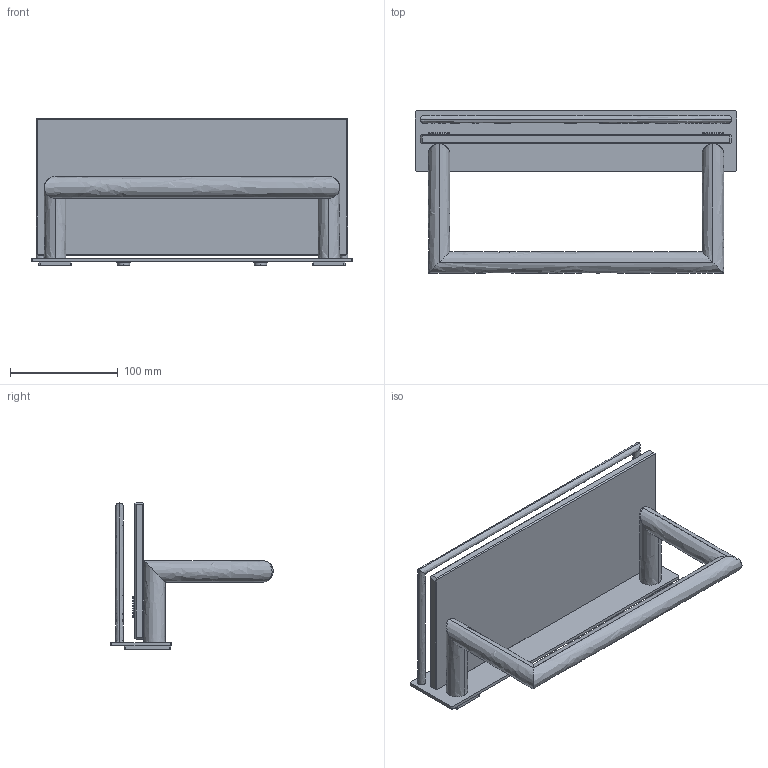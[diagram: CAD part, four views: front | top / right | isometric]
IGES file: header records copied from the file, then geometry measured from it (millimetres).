
Start section:  PTC IGES file: prt0002.igs
Global section: file name: prt0002.igs; native system: Creo Parametric by PTC Inc.; preprocessor: 2018400; author: jinson.thomas; organization: Unknown; date: 20220214.135736; units: inch
Bounding box: 297.99 x 150.58 x 136.57 mm (x, y, z)
Volume: 441429 mm3; surface area: 197664.4 mm2
Topology: 1 solids, 3 shells, 126 faces, 292 edges, 178 vertices
Faces by surface type: revolution 78, bspline 48
